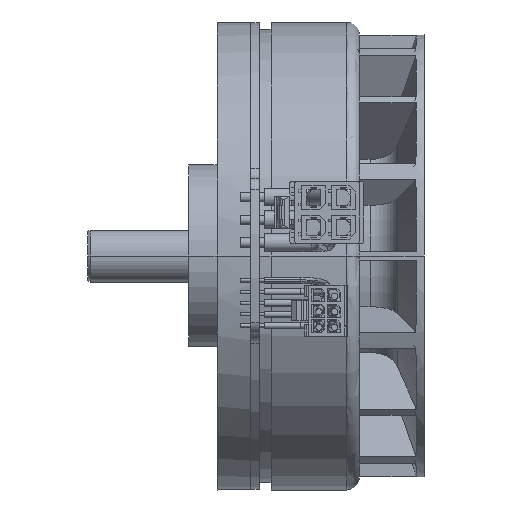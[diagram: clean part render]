
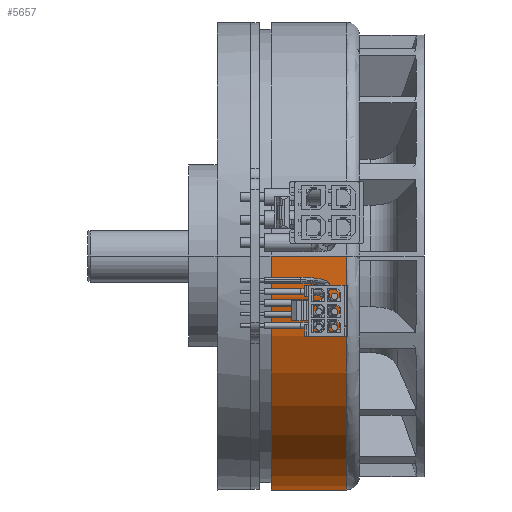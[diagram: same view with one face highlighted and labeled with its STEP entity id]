
A CAD part, front view. The second image highlights one B-rep face of the part: STEP entity #5657.
In plain terms, the highlighted cylindrical face has radius 45 mm (diameter 90 mm), a partial arc.
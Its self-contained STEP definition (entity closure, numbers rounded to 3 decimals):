
#1980=DIRECTION('',(1.,0.,0.));
#1981=VECTOR('',#1980,14.5);
#1982=CARTESIAN_POINT('',(10.4,45.,0.));
#1983=LINE('',#1982,#1981);
#1987=DIRECTION('',(-1.,0.,0.));
#1988=VECTOR('',#1987,14.5);
#1989=CARTESIAN_POINT('',(24.9,-45.,0.));
#1990=LINE('',#1989,#1988);
#1994=CARTESIAN_POINT('',(24.9,0.,0.));
#1995=DIRECTION('',(-1.,0.,0.));
#1996=DIRECTION('',(0.,1.,0.));
#1997=AXIS2_PLACEMENT_3D('',#1994,#1995,#1996);
#2010=CARTESIAN_POINT('',(10.4,0.,0.));
#2011=DIRECTION('',(-1.,0.,0.));
#2012=DIRECTION('',(0.,1.,0.));
#2013=AXIS2_PLACEMENT_3D('',#2010,#2011,#2012);
#3618=CARTESIAN_POINT('',(10.4,45.,0.));
#3619=CARTESIAN_POINT('',(24.9,45.,0.));
#3620=VERTEX_POINT('',#3618);
#3621=VERTEX_POINT('',#3619);
#3630=CARTESIAN_POINT('',(24.9,-45.,0.));
#3631=CARTESIAN_POINT('',(10.4,-45.,0.));
#3632=VERTEX_POINT('',#3630);
#3633=VERTEX_POINT('',#3631);
#5645=CARTESIAN_POINT('',(-84.241,0.,0.));
#5646=DIRECTION('',(1.,0.,0.));
#5647=DIRECTION('',(0.,-1.,0.));
#5648=AXIS2_PLACEMENT_3D('',#5645,#5646,#5647);
#5649=CYLINDRICAL_SURFACE('',#5648,45.);
#5650=ORIENTED_EDGE('',*,*,#5635,.F.);
#5652=ORIENTED_EDGE('',*,*,#5651,.T.);
#5653=ORIENTED_EDGE('',*,*,#5638,.F.);
#5654=ORIENTED_EDGE('',*,*,#4423,.F.);
#5655=EDGE_LOOP('',(#5650,#5652,#5653,#5654));
#5656=FACE_OUTER_BOUND('',#5655,.F.);
#5657=ADVANCED_FACE('',(#5656),#5649,.T.);
#1998=CIRCLE('',#1997,45.);
#2014=CIRCLE('',#2013,45.);
#4423=EDGE_CURVE('',#3621,#3632,#1998,.T.);
#5635=EDGE_CURVE('',#3620,#3621,#1983,.T.);
#5638=EDGE_CURVE('',#3632,#3633,#1990,.T.);
#5651=EDGE_CURVE('',#3620,#3633,#2014,.T.);
